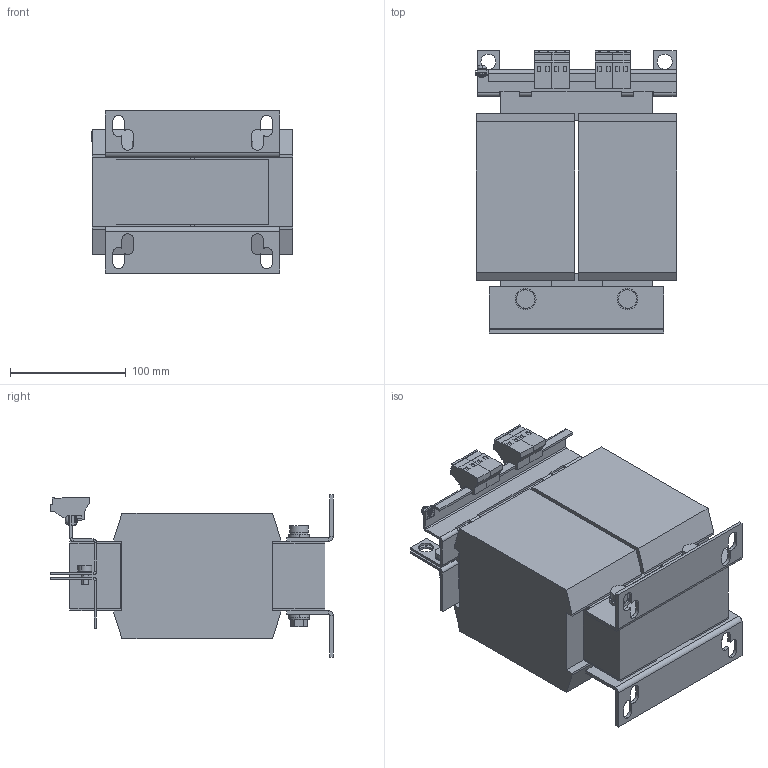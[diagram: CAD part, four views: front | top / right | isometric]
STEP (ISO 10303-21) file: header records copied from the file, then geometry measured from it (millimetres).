
FILE_DESCRIPTION (( 'STEP AP214' ), '1' );
FILE_NAME ('268803.STEP', '2020-08-03T05:08:59', ( '' ), ( '' ), 'SwSTEP 2.0', 'SolidWorks 2018', '' );
FILE_SCHEMA (( 'AUTOMOTIVE_DESIGN' ));
Length unit declared in the file: millimetre
Products named in the file (1): 268803
Bounding box: 174 x 244 x 140 mm (x, y, z)
Volume: 3293789.1 mm3; surface area: 273483.1 mm2
Topology: 1 solids, 1 shells, 558 faces, 1412 edges, 882 vertices
Faces by surface type: plane 428, cylinder 118, torus 6, cone 6
Entity records: 16639 total; most frequent: CARTESIAN_POINT 3041, ORIENTED_EDGE 2820, DIRECTION 2757, EDGE_CURVE 1410, LINE 1109, VECTOR 1109, VERTEX_POINT 882, AXIS2_PLACEMENT_3D 824
